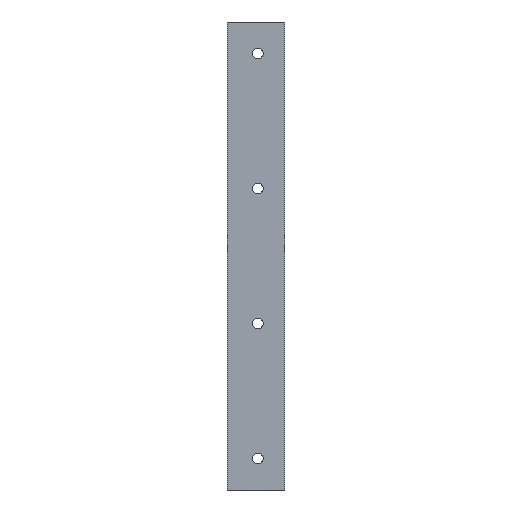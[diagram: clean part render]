
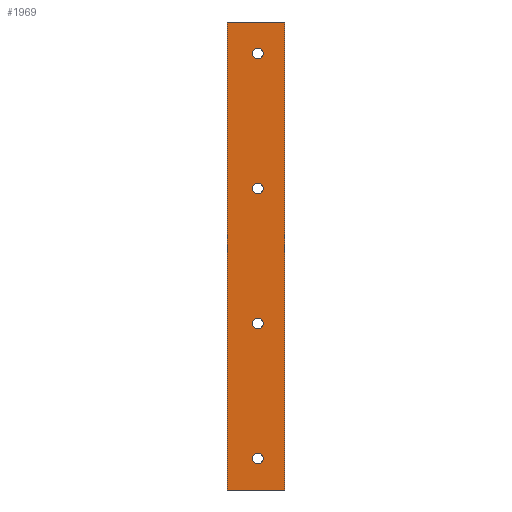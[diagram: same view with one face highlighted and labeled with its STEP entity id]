
A CAD part, front view. The second image highlights one B-rep face of the part: STEP entity #1969.
In plain terms, the highlighted planar face has unit normal (0, -1, 0).
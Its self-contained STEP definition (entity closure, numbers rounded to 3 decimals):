
#6 = LINE ( 'NONE', #1170, #1772 ) ;
#15 = EDGE_CURVE ( 'NONE', #2174, #1605, #885, .T. ) ;
#20 = FACE_OUTER_BOUND ( 'NONE', #1511, .T. ) ;
#28 = ORIENTED_EDGE ( 'NONE', *, *, #15, .T. ) ;
#36 = VECTOR ( 'NONE', #2056, 1000. ) ;
#74 = CARTESIAN_POINT ( 'NONE',  ( 0., 0., 130. ) ) ;
#77 = FACE_BOUND ( 'NONE', #268, .T. ) ;
#82 = DIRECTION ( 'NONE',  ( 0., 0., 1. ) ) ;
#123 = DIRECTION ( 'NONE',  ( 0., 0., 1. ) ) ;
#126 = DIRECTION ( 'NONE',  ( 0., 1., 0. ) ) ;
#135 = CIRCLE ( 'NONE', #1769, 3. ) ;
#234 = CARTESIAN_POINT ( 'NONE',  ( 0., 0., -130. ) ) ;
#240 = EDGE_CURVE ( 'NONE', #1898, #876, #494, .T. ) ;
#268 = EDGE_LOOP ( 'NONE', ( #2094, #1792 ) ) ;
#272 = CARTESIAN_POINT ( 'NONE',  ( 17., 0., -112.5 ) ) ;
#280 = DIRECTION ( 'NONE',  ( 0., 0., 1. ) ) ;
#298 = CARTESIAN_POINT ( 'NONE',  ( 17., 0., -34.5 ) ) ;
#308 = EDGE_CURVE ( 'NONE', #1605, #2174, #1372, .T. ) ;
#323 = LINE ( 'NONE', #578, #2104 ) ;
#338 = CARTESIAN_POINT ( 'NONE',  ( 17., 0., 40.5 ) ) ;
#372 = ORIENTED_EDGE ( 'NONE', *, *, #2077, .T. ) ;
#397 = CIRCLE ( 'NONE', #1043, 3. ) ;
#403 = EDGE_CURVE ( 'NONE', #876, #1319, #323, .T. ) ;
#404 = DIRECTION ( 'NONE',  ( 0., 1., 0. ) ) ;
#407 = FACE_BOUND ( 'NONE', #870, .T. ) ;
#417 = ORIENTED_EDGE ( 'NONE', *, *, #1518, .T. ) ;
#427 = EDGE_CURVE ( 'NONE', #1155, #1084, #1583, .T. ) ;
#438 = DIRECTION ( 'NONE',  ( 0., -1., 0. ) ) ;
#466 = EDGE_LOOP ( 'NONE', ( #1267, #1688 ) ) ;
#481 = CARTESIAN_POINT ( 'NONE',  ( 17., 0., -37.5 ) ) ;
#494 = LINE ( 'NONE', #1713, #36 ) ;
#558 = CARTESIAN_POINT ( 'NONE',  ( 17., 0., 37.5 ) ) ;
#565 = CARTESIAN_POINT ( 'NONE',  ( 32., 0., -130. ) ) ;
#568 = VECTOR ( 'NONE', #1104, 1000. ) ;
#578 = CARTESIAN_POINT ( 'NONE',  ( 32., 0., 130. ) ) ;
#595 = PLANE ( 'NONE',  #1225 ) ;
#613 = CIRCLE ( 'NONE', #1768, 3. ) ;
#627 = CARTESIAN_POINT ( 'NONE',  ( 17., 0., -109.5 ) ) ;
#661 = VERTEX_POINT ( 'NONE', #1272 ) ;
#665 = CARTESIAN_POINT ( 'NONE',  ( 17., 0., 37.5 ) ) ;
#684 = VERTEX_POINT ( 'NONE', #234 ) ;
#707 = DIRECTION ( 'NONE',  ( 0., -1., 0. ) ) ;
#716 = DIRECTION ( 'NONE',  ( 0., 0., 1. ) ) ;
#733 = VERTEX_POINT ( 'NONE', #1701 ) ;
#765 = CARTESIAN_POINT ( 'NONE',  ( 0., 0., -130. ) ) ;
#844 = EDGE_LOOP ( 'NONE', ( #1201, #372 ) ) ;
#845 = DIRECTION ( 'NONE',  ( 0., 0., 1. ) ) ;
#870 = EDGE_LOOP ( 'NONE', ( #899, #28 ) ) ;
#876 = VERTEX_POINT ( 'NONE', #1508 ) ;
#885 = CIRCLE ( 'NONE', #1042, 3. ) ;
#892 = FACE_BOUND ( 'NONE', #466, .T. ) ;
#899 = ORIENTED_EDGE ( 'NONE', *, *, #308, .T. ) ;
#967 = DIRECTION ( 'NONE',  ( 0., 1., 0. ) ) ;
#1006 = VERTEX_POINT ( 'NONE', #627 ) ;
#1014 = DIRECTION ( 'NONE',  ( 0., 0., -1. ) ) ;
#1042 = AXIS2_PLACEMENT_3D ( 'NONE', #481, #404, #82 ) ;
#1043 = AXIS2_PLACEMENT_3D ( 'NONE', #1574, #1447, #1106 ) ;
#1084 = VERTEX_POINT ( 'NONE', #338 ) ;
#1104 = DIRECTION ( 'NONE',  ( 1., 0., 0. ) ) ;
#1106 = DIRECTION ( 'NONE',  ( 0., 0., 1. ) ) ;
#1155 = VERTEX_POINT ( 'NONE', #2087 ) ;
#1169 = DIRECTION ( 'NONE',  ( 0., 1., 0. ) ) ;
#1170 = CARTESIAN_POINT ( 'NONE',  ( 0., 0., 130. ) ) ;
#1174 = EDGE_CURVE ( 'NONE', #733, #661, #397, .T. ) ;
#1201 = ORIENTED_EDGE ( 'NONE', *, *, #1519, .T. ) ;
#1225 = AXIS2_PLACEMENT_3D ( 'NONE', #74, #967, #2138 ) ;
#1234 = AXIS2_PLACEMENT_3D ( 'NONE', #1264, #1258, #1286 ) ;
#1258 = DIRECTION ( 'NONE',  ( 0., 1., 0. ) ) ;
#1264 = CARTESIAN_POINT ( 'NONE',  ( 17., 0., -37.5 ) ) ;
#1267 = ORIENTED_EDGE ( 'NONE', *, *, #1595, .F. ) ;
#1272 = CARTESIAN_POINT ( 'NONE',  ( 17., 0., 109.5 ) ) ;
#1276 = CARTESIAN_POINT ( 'NONE',  ( 0., 0., 130. ) ) ;
#1286 = DIRECTION ( 'NONE',  ( 0., 0., 1. ) ) ;
#1319 = VERTEX_POINT ( 'NONE', #565 ) ;
#1342 = DIRECTION ( 'NONE',  ( 0., 0., -1. ) ) ;
#1372 = CIRCLE ( 'NONE', #1234, 3. ) ;
#1389 = EDGE_CURVE ( 'NONE', #684, #1319, #1531, .T. ) ;
#1405 = ORIENTED_EDGE ( 'NONE', *, *, #240, .F. ) ;
#1447 = DIRECTION ( 'NONE',  ( 0., -1., 0. ) ) ;
#1474 = CARTESIAN_POINT ( 'NONE',  ( 17., 0., 112.5 ) ) ;
#1500 = CARTESIAN_POINT ( 'NONE',  ( 17., 0., -115.5 ) ) ;
#1508 = CARTESIAN_POINT ( 'NONE',  ( 32., 0., 130. ) ) ;
#1511 = EDGE_LOOP ( 'NONE', ( #1735, #1677, #1405, #417 ) ) ;
#1518 = EDGE_CURVE ( 'NONE', #1898, #684, #6, .T. ) ;
#1519 = EDGE_CURVE ( 'NONE', #1006, #1530, #1823, .T. ) ;
#1530 = VERTEX_POINT ( 'NONE', #1500 ) ;
#1531 = LINE ( 'NONE', #765, #568 ) ;
#1541 = AXIS2_PLACEMENT_3D ( 'NONE', #272, #126, #280 ) ;
#1574 = CARTESIAN_POINT ( 'NONE',  ( 17., 0., 112.5 ) ) ;
#1583 = CIRCLE ( 'NONE', #2014, 3. ) ;
#1595 = EDGE_CURVE ( 'NONE', #1084, #1155, #135, .T. ) ;
#1605 = VERTEX_POINT ( 'NONE', #298 ) ;
#1634 = DIRECTION ( 'NONE',  ( 0., 0., 1. ) ) ;
#1647 = CIRCLE ( 'NONE', #2066, 3. ) ;
#1676 = CARTESIAN_POINT ( 'NONE',  ( 17., 0., -40.5 ) ) ;
#1677 = ORIENTED_EDGE ( 'NONE', *, *, #403, .F. ) ;
#1688 = ORIENTED_EDGE ( 'NONE', *, *, #427, .F. ) ;
#1701 = CARTESIAN_POINT ( 'NONE',  ( 17., 0., 115.5 ) ) ;
#1713 = CARTESIAN_POINT ( 'NONE',  ( 0., 0., 130. ) ) ;
#1735 = ORIENTED_EDGE ( 'NONE', *, *, #1389, .T. ) ;
#1768 = AXIS2_PLACEMENT_3D ( 'NONE', #2175, #1169, #123 ) ;
#1769 = AXIS2_PLACEMENT_3D ( 'NONE', #665, #1858, #845 ) ;
#1772 = VECTOR ( 'NONE', #1342, 1000. ) ;
#1786 = FACE_BOUND ( 'NONE', #844, .T. ) ;
#1792 = ORIENTED_EDGE ( 'NONE', *, *, #2226, .F. ) ;
#1823 = CIRCLE ( 'NONE', #1541, 3. ) ;
#1858 = DIRECTION ( 'NONE',  ( 0., -1., 0. ) ) ;
#1898 = VERTEX_POINT ( 'NONE', #1276 ) ;
#1969 = ADVANCED_FACE ( 'NONE', ( #1786, #892, #77, #20, #407 ), #595, .F. ) ;
#2014 = AXIS2_PLACEMENT_3D ( 'NONE', #558, #707, #716 ) ;
#2056 = DIRECTION ( 'NONE',  ( 1., 0., 0. ) ) ;
#2066 = AXIS2_PLACEMENT_3D ( 'NONE', #1474, #438, #1634 ) ;
#2077 = EDGE_CURVE ( 'NONE', #1530, #1006, #613, .T. ) ;
#2087 = CARTESIAN_POINT ( 'NONE',  ( 17., 0., 34.5 ) ) ;
#2094 = ORIENTED_EDGE ( 'NONE', *, *, #1174, .F. ) ;
#2104 = VECTOR ( 'NONE', #1014, 1000. ) ;
#2138 = DIRECTION ( 'NONE',  ( 0., 0., 1. ) ) ;
#2174 = VERTEX_POINT ( 'NONE', #1676 ) ;
#2175 = CARTESIAN_POINT ( 'NONE',  ( 17., 0., -112.5 ) ) ;
#2226 = EDGE_CURVE ( 'NONE', #661, #733, #1647, .T. ) ;
